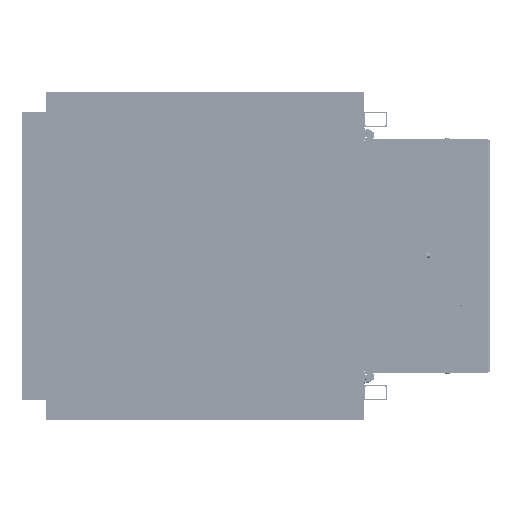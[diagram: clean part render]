
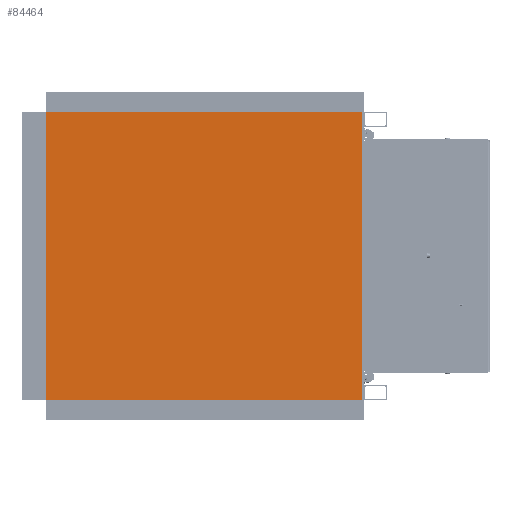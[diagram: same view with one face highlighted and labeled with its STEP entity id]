
A CAD part, left-side view. The second image highlights one B-rep face of the part: STEP entity #84464.
In plain terms, the highlighted face is planar.
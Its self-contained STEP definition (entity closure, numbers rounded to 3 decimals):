
#244 = CARTESIAN_POINT ( 'NONE',  ( -183.5, -201., 0. ) ) ;
#997 = FACE_OUTER_BOUND ( 'NONE', #44580, .T. ) ;
#3536 = VECTOR ( 'NONE', #121678, 1000. ) ;
#13095 = VERTEX_POINT ( 'NONE', #244 ) ;
#31813 = LINE ( 'NONE', #130743, #156199 ) ;
#31958 = ORIENTED_EDGE ( 'NONE', *, *, #39393, .F. ) ;
#35162 = ORIENTED_EDGE ( 'NONE', *, *, #72721, .F. ) ;
#36998 = DIRECTION ( 'NONE',  ( 0., -1., 0. ) ) ;
#39393 = EDGE_CURVE ( 'NONE', #60075, #58668, #31813, .T. ) ;
#42281 = LINE ( 'NONE', #156881, #95851 ) ;
#43727 = VECTOR ( 'NONE', #36998, 1000. ) ;
#44406 = LINE ( 'NONE', #134125, #3536 ) ;
#44580 = EDGE_LOOP ( 'NONE', ( #31958, #35162, #96296, #161286 ) ) ;
#58668 = VERTEX_POINT ( 'NONE', #87123 ) ;
#60075 = VERTEX_POINT ( 'NONE', #144184 ) ;
#61949 = CARTESIAN_POINT ( 'NONE',  ( -183.5, 201., 0. ) ) ;
#65625 = DIRECTION ( 'NONE',  ( 1., 0., 0. ) ) ;
#69610 = AXIS2_PLACEMENT_3D ( 'NONE', #128073, #91532, #78238 ) ;
#72721 = EDGE_CURVE ( 'NONE', #13095, #60075, #42281, .T. ) ;
#75058 = EDGE_CURVE ( 'NONE', #58668, #90055, #44406, .T. ) ;
#78238 = DIRECTION ( 'NONE',  ( 1., 0., 0. ) ) ;
#82529 = DIRECTION ( 'NONE',  ( 0., 1., 0. ) ) ;
#84464 = ADVANCED_FACE ( 'NONE', ( #997 ), #101519, .F. ) ;
#86673 = EDGE_CURVE ( 'NONE', #90055, #13095, #125084, .T. ) ;
#87123 = CARTESIAN_POINT ( 'NONE',  ( 183.5, 201., 0. ) ) ;
#90055 = VERTEX_POINT ( 'NONE', #142415 ) ;
#91532 = DIRECTION ( 'NONE',  ( 0., 0., 1. ) ) ;
#95851 = VECTOR ( 'NONE', #65625, 1000. ) ;
#96296 = ORIENTED_EDGE ( 'NONE', *, *, #86673, .F. ) ;
#101519 = PLANE ( 'NONE',  #69610 ) ;
#121678 = DIRECTION ( 'NONE',  ( -1., 0., 0. ) ) ;
#125084 = LINE ( 'NONE', #61949, #43727 ) ;
#128073 = CARTESIAN_POINT ( 'NONE',  ( 0., 0., 0. ) ) ;
#130743 = CARTESIAN_POINT ( 'NONE',  ( 183.5, 201., 0. ) ) ;
#134125 = CARTESIAN_POINT ( 'NONE',  ( -183.5, 201., 0. ) ) ;
#142415 = CARTESIAN_POINT ( 'NONE',  ( -183.5, 201., 0. ) ) ;
#144184 = CARTESIAN_POINT ( 'NONE',  ( 183.5, -201., 0. ) ) ;
#156199 = VECTOR ( 'NONE', #82529, 1000. ) ;
#156881 = CARTESIAN_POINT ( 'NONE',  ( -183.5, -201., 0. ) ) ;
#161286 = ORIENTED_EDGE ( 'NONE', *, *, #75058, .F. ) ;
